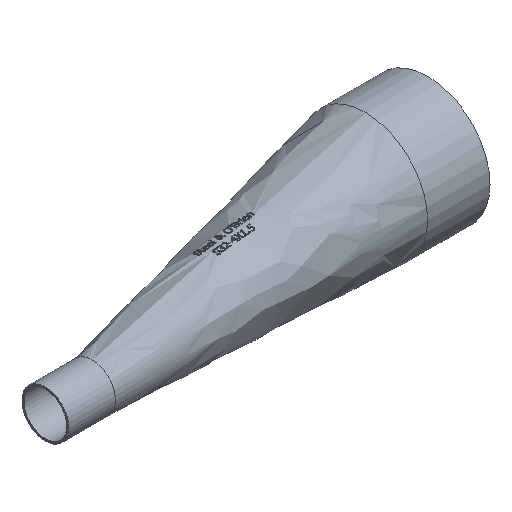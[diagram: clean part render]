
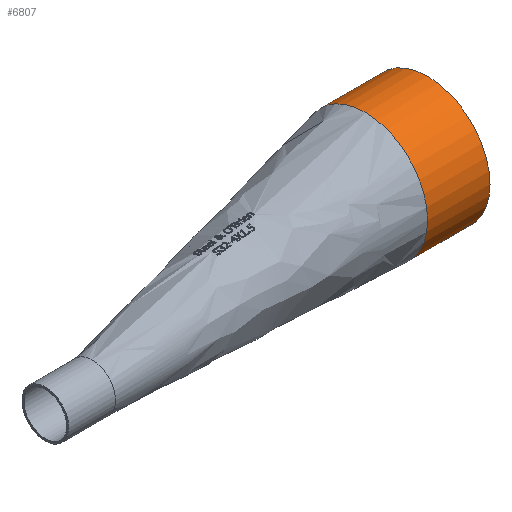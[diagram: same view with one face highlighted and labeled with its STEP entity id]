
A CAD part, isometric view. The second image highlights one B-rep face of the part: STEP entity #6807.
In plain terms, the highlighted cylindrical face has radius 50.8 mm (diameter 101.6 mm), a full revolution.
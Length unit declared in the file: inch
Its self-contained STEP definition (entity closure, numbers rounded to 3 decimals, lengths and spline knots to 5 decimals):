
#16=CYLINDRICAL_SURFACE('',#7064,2.);
#427=FACE_BOUND('',#1950,.T.);
#1542=FACE_OUTER_BOUND('',#1949,.T.);
#1949=EDGE_LOOP('',(#6372));
#1950=EDGE_LOOP('',(#6373,#6374));
#2011=CIRCLE('',#6884,2.);
#2012=CIRCLE('',#6885,2.);
#2036=CIRCLE('',#7065,2.);
#2816=VERTEX_POINT('',#9505);
#2817=VERTEX_POINT('',#9508);
#3268=VERTEX_POINT('',#15463);
#3511=EDGE_CURVE('',#2816,#2817,#2011,.T.);
#3512=EDGE_CURVE('',#2817,#2816,#2012,.T.);
#4304=EDGE_CURVE('',#3268,#3268,#2036,.T.);
#6372=ORIENTED_EDGE('',*,*,#4304,.T.);
#6373=ORIENTED_EDGE('',*,*,#3512,.F.);
#6374=ORIENTED_EDGE('',*,*,#3511,.F.);
#6807=ADVANCED_FACE('',(#1542,#427),#16,.T.);
#6884=AXIS2_PLACEMENT_3D('',#9509,#7222,#7223);
#6885=AXIS2_PLACEMENT_3D('',#9510,#7224,#7225);
#7064=AXIS2_PLACEMENT_3D('',#15462,#7916,#7917);
#7065=AXIS2_PLACEMENT_3D('',#15464,#7918,#7919);
#7222=DIRECTION('center_axis',(-1.,0.,0.));
#7223=DIRECTION('ref_axis',(0.,0.,-1.));
#7224=DIRECTION('center_axis',(-1.,0.,0.));
#7225=DIRECTION('ref_axis',(0.,0.,-1.));
#7916=DIRECTION('center_axis',(1.,0.,0.));
#7917=DIRECTION('ref_axis',(0.,0.,-1.));
#7918=DIRECTION('center_axis',(-1.,0.,0.));
#7919=DIRECTION('ref_axis',(0.,0.,-1.));
#9505=CARTESIAN_POINT('',(10.,1.21969,1.99977));
#9508=CARTESIAN_POINT('',(10.,-0.75,0.));
#9509=CARTESIAN_POINT('Origin',(10.,1.25,0.));
#9510=CARTESIAN_POINT('Origin',(10.,1.25,0.));
#15462=CARTESIAN_POINT('Origin',(10.,1.25,0.));
#15463=CARTESIAN_POINT('',(12.,1.25,2.));
#15464=CARTESIAN_POINT('Origin',(12.,1.25,0.));
